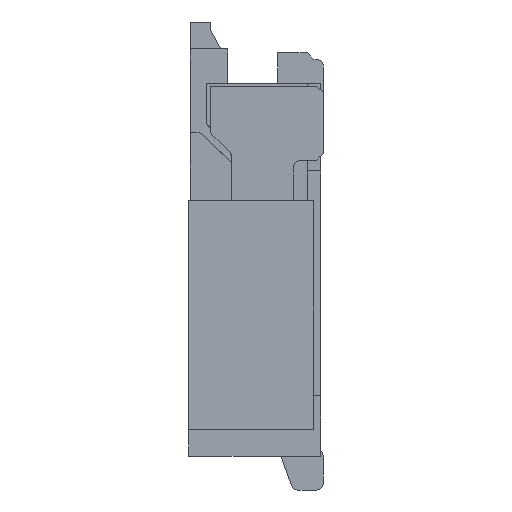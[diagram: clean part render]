
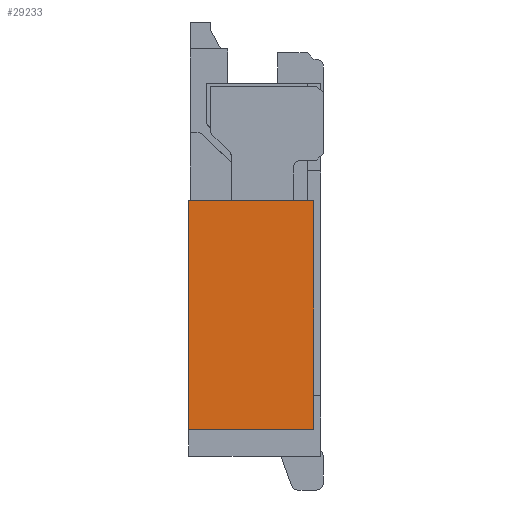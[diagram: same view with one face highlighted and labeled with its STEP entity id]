
A CAD part, left-side view. The second image highlights one B-rep face of the part: STEP entity #29233.
In plain terms, the highlighted planar face has unit normal (-1, 0, 0).
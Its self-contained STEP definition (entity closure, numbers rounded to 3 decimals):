
#6728=DIRECTION('',(0.,-1.,0.));
#6729=VECTOR('',#6728,0.93);
#6730=CARTESIAN_POINT('',(-7.5,0.49,-0.87));
#6731=LINE('',#6730,#6729);
#6732=DIRECTION('',(0.,0.,1.));
#6733=VECTOR('',#6732,1.7);
#6734=CARTESIAN_POINT('',(-7.5,-0.44,-2.57));
#6735=LINE('',#6734,#6733);
#6736=DIRECTION('',(0.,-1.,0.));
#6737=VECTOR('',#6736,0.93);
#6738=CARTESIAN_POINT('',(-7.5,0.49,-2.57));
#6739=LINE('',#6738,#6737);
#6740=DIRECTION('',(0.,0.,-1.));
#6741=VECTOR('',#6740,1.7);
#6742=CARTESIAN_POINT('',(-7.5,0.49,-0.87));
#6743=LINE('',#6742,#6741);
#17922=CARTESIAN_POINT('',(-7.5,0.49,-2.57));
#17924=VERTEX_POINT('',#17922);
#17976=CARTESIAN_POINT('',(-7.5,-0.44,-2.57));
#17977=VERTEX_POINT('',#17976);
#17978=CARTESIAN_POINT('',(-7.5,0.49,-0.87));
#17979=CARTESIAN_POINT('',(-7.5,-0.44,-0.87));
#17980=VERTEX_POINT('',#17978);
#17981=VERTEX_POINT('',#17979);
#29221=CARTESIAN_POINT('',(-7.5,0.49,0.));
#29222=DIRECTION('',(-1.,0.,0.));
#29223=DIRECTION('',(0.,-1.,0.));
#29224=AXIS2_PLACEMENT_3D('',#29221,#29222,#29223);
#29225=PLANE('',#29224);
#29227=ORIENTED_EDGE('',*,*,#29226,.T.);
#29228=ORIENTED_EDGE('',*,*,#29214,.F.);
#29229=ORIENTED_EDGE('',*,*,#29202,.F.);
#29230=ORIENTED_EDGE('',*,*,#28253,.F.);
#29231=EDGE_LOOP('',(#29227,#29228,#29229,#29230));
#29232=FACE_OUTER_BOUND('',#29231,.F.);
#28253=EDGE_CURVE('',#17980,#17924,#6743,.T.);
#29202=EDGE_CURVE('',#17924,#17977,#6739,.T.);
#29214=EDGE_CURVE('',#17977,#17981,#6735,.T.);
#29226=EDGE_CURVE('',#17980,#17981,#6731,.T.);
#29233=ADVANCED_FACE('',(#29232),#29225,.T.);
